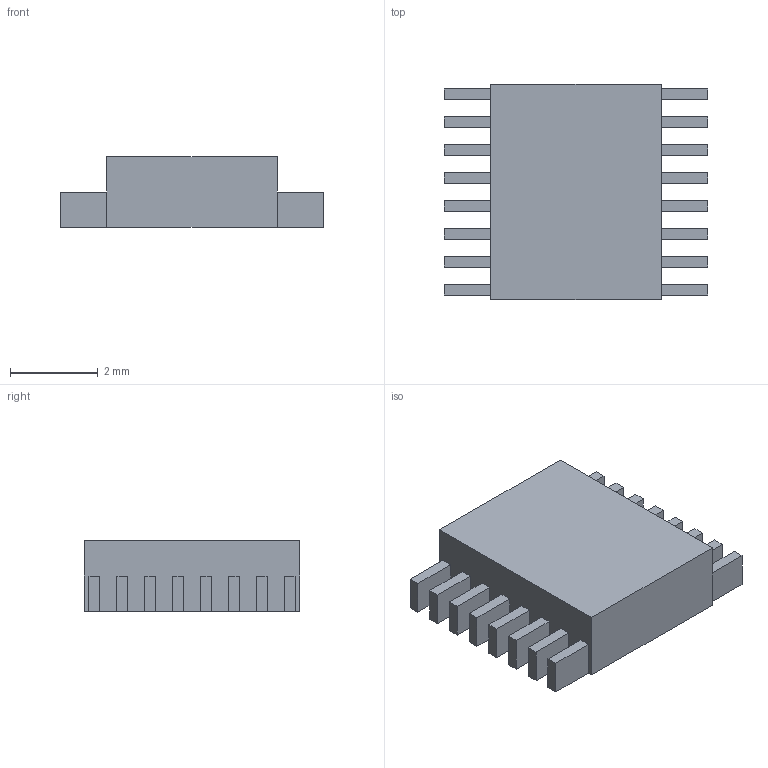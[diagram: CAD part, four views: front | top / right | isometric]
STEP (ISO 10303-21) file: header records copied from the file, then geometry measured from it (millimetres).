
FILE_DESCRIPTION(('FreeCAD Model'),'2;1');
FILE_NAME('Open CASCADE Shape Model','2024-01-09T08:33:40',(''),(''), 'Open CASCADE STEP processor 7.6','FreeCAD','Unknown');
FILE_SCHEMA(('AUTOMOTIVE_DESIGN { 1 0 10303 214 1 1 1 1 }'));
Length unit declared in the file: millimetre
Products named in the file (4): Part; 立方体; Array; 立方体001
Assembly tree (18 placements, depth 3):
  Part
    立方体
    Array
      立方体001  x16
Bounding box: 6 x 4.9 x 1.6 mm (x, y, z)
Volume: 33.9 mm3; surface area: 108.1 mm2
Topology: 17 solids, 17 shells, 102 faces, 204 edges, 136 vertices
Faces by surface type: plane 102
Entity records: 340 total; most frequent: ORIENTED_EDGE 36, CARTESIAN_POINT 32, AXIS2_PLACEMENT_3D 27, EDGE_CURVE 24, PRODUCT_DEFINITION_SHAPE 22, LINE 21, CONTEXT_DEPENDENT_SHAPE_REPRESENTATION 18, ITEM_DEFINED_TRANSFORMATION 18
